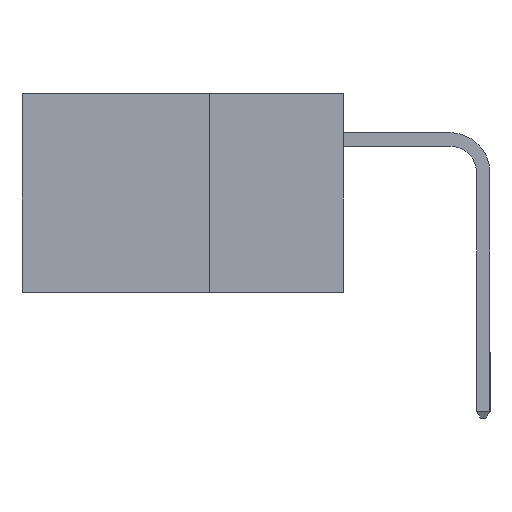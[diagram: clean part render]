
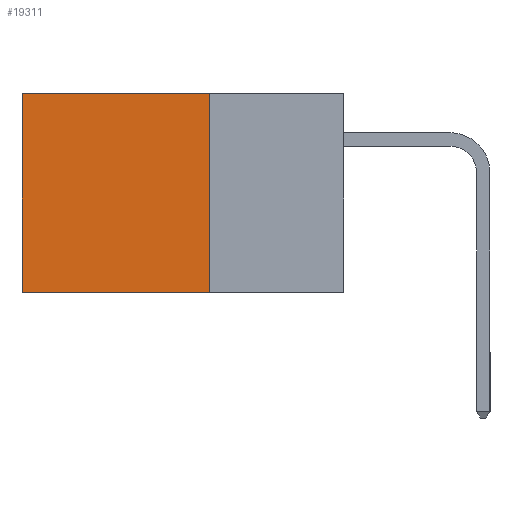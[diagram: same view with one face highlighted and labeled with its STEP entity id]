
A CAD part, left-side view. The second image highlights one B-rep face of the part: STEP entity #19311.
In plain terms, the highlighted planar face has unit normal (-1, 0, 0).
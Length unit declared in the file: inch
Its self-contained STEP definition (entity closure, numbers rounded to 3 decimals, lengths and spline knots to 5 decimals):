
#623 = VERTEX_POINT ( 'NONE', #11190 ) ;
#644 = CARTESIAN_POINT ( 'NONE',  ( 0.2615, 0.25, -0.37 ) ) ;
#881 = ORIENTED_EDGE ( 'NONE', *, *, #1050, .F. ) ;
#1050 = EDGE_CURVE ( 'NONE', #6317, #623, #7674, .T. ) ;
#1184 = VECTOR ( 'NONE', #7863, 39.37008 ) ;
#1267 = PLANE ( 'NONE',  #12765 ) ;
#1392 = CARTESIAN_POINT ( 'NONE',  ( 0.2615, 0.6, -0.37 ) ) ;
#1956 = VECTOR ( 'NONE', #9335, 39.37008 ) ;
#3089 = VERTEX_POINT ( 'NONE', #18759 ) ;
#3186 = LINE ( 'NONE', #6475, #17223 ) ;
#4101 = CARTESIAN_POINT ( 'NONE',  ( 0.2615, 0.25, 0. ) ) ;
#4561 = VECTOR ( 'NONE', #11408, 39.37008 ) ;
#4990 = CARTESIAN_POINT ( 'NONE',  ( 0.2615, 0.25, -0.37 ) ) ;
#5393 = EDGE_CURVE ( 'NONE', #3089, #7692, #13301, .T. ) ;
#6317 = VERTEX_POINT ( 'NONE', #13472 ) ;
#6475 = CARTESIAN_POINT ( 'NONE',  ( 0.2615, 0.25, -0.37 ) ) ;
#7674 = LINE ( 'NONE', #644, #4561 ) ;
#7692 = VERTEX_POINT ( 'NONE', #1392 ) ;
#7863 = DIRECTION ( 'NONE',  ( 0., 1., 0. ) ) ;
#7989 = LINE ( 'NONE', #4101, #1184 ) ;
#9335 = DIRECTION ( 'NONE',  ( 0., 0., -1. ) ) ;
#10052 = ORIENTED_EDGE ( 'NONE', *, *, #5393, .T. ) ;
#10222 = DIRECTION ( 'NONE',  ( 0., 1., 0. ) ) ;
#10381 = DIRECTION ( 'NONE',  ( 0., 0., -1. ) ) ;
#11092 = CARTESIAN_POINT ( 'NONE',  ( 0.2615, 0.6, -0.37 ) ) ;
#11190 = CARTESIAN_POINT ( 'NONE',  ( 0.2615, 0.25, -0.37 ) ) ;
#11408 = DIRECTION ( 'NONE',  ( 0., 0., -1. ) ) ;
#12140 = DIRECTION ( 'NONE',  ( 1., 0., 0. ) ) ;
#12765 = AXIS2_PLACEMENT_3D ( 'NONE', #4990, #12140, #10381 ) ;
#13301 = LINE ( 'NONE', #11092, #1956 ) ;
#13472 = CARTESIAN_POINT ( 'NONE',  ( 0.2615, 0.25, 0. ) ) ;
#17223 = VECTOR ( 'NONE', #10222, 39.37008 ) ;
#17277 = FACE_OUTER_BOUND ( 'NONE', #20000, .T. ) ;
#17718 = ORIENTED_EDGE ( 'NONE', *, *, #22995, .T. ) ;
#18759 = CARTESIAN_POINT ( 'NONE',  ( 0.2615, 0.6, 0. ) ) ;
#19311 = ADVANCED_FACE ( 'NONE', ( #17277 ), #1267, .F. ) ;
#19510 = ORIENTED_EDGE ( 'NONE', *, *, #21376, .F. ) ;
#20000 = EDGE_LOOP ( 'NONE', ( #10052, #19510, #881, #17718 ) ) ;
#21376 = EDGE_CURVE ( 'NONE', #623, #7692, #3186, .T. ) ;
#22995 = EDGE_CURVE ( 'NONE', #6317, #3089, #7989, .T. ) ;
